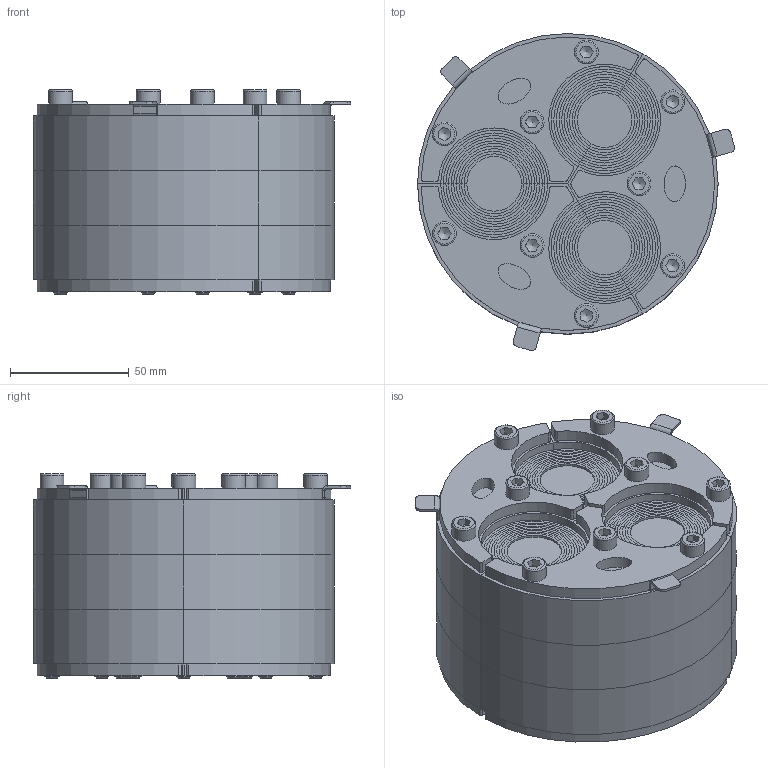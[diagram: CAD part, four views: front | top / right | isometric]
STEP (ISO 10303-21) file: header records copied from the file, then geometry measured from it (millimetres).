
FILE_DESCRIPTION(/* description */ (''),/* implementation_level */ '2;1');
FILE_NAME(/* name */ 'H3 127 UG.stp',/* time_stamp */ '2023-01-17T13:56:41+01:00',/* author */ ('se-larlar'),/* organization */ (''),/* preprocessor_version */ 'ST-DEVELOPER v18.1',/* originating_system */ 'Autodesk Inventor 2021',/* authorisation */ '');
FILE_SCHEMA (('AUTOMOTIVE_DESIGN { 1 0 10303 214 3 1 1 }'));
Length unit declared in the file: millimetre
Products named in the file (1): 100-228411_Shrinkwrap_1
Bounding box: 133.39 x 133.39 x 86 mm (x, y, z)
Volume: 902996 mm3; surface area: 246348.7 mm2
Topology: 36 solids, 36 shells, 723 faces, 1638 edges, 996 vertices
Faces by surface type: plane 495, cylinder 189, torus 18, cone 18, bspline 3
Full cylindrical faces by diameter (mm): 4.917 x9, 5.7 x27, 6 x9, 6.5 x9, 10 x9, 23 x3
Entity records: 20878 total; most frequent: DIRECTION 3572, CARTESIAN_POINT 3526, ORIENTED_EDGE 3258, EDGE_CURVE 1629, AXIS2_PLACEMENT_3D 1285, LINE 1002, VECTOR 1002, VERTEX_POINT 996
